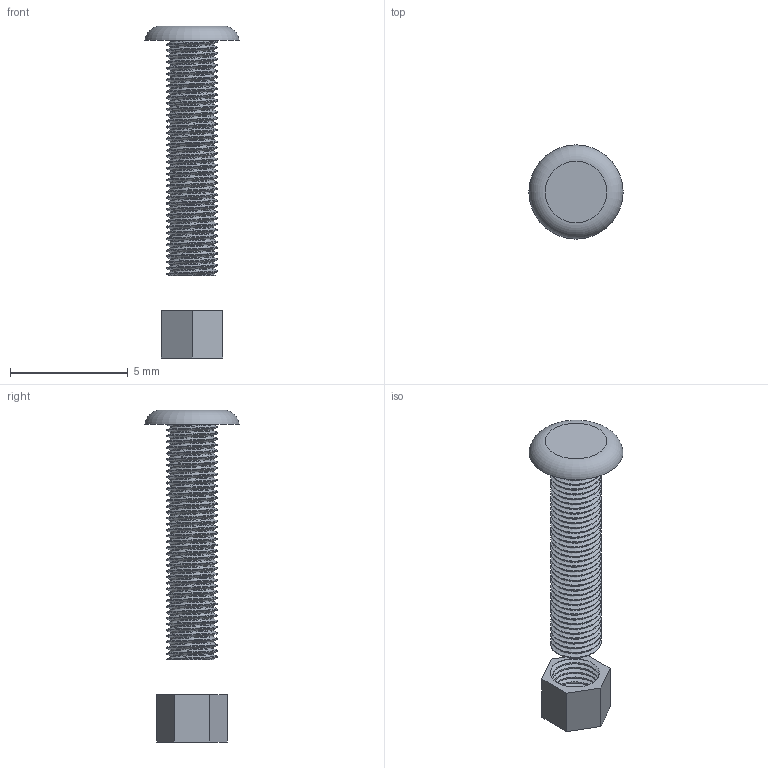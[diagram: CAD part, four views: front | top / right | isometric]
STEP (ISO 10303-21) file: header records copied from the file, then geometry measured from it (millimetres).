
FILE_DESCRIPTION(/* description */ ('','CAx-IF Rec.Pracs.---Representation and Presentation of Product Manufacturing Information (PMI)---4.0---2014-10-13'),/* implementation_level */ '2;1');
FILE_NAME(/* name */ 'M2.2 Bolt and Nut.step',/* time_stamp */ '2025-03-17T14:15:07+03:00',/* author */ (''),/* organization */ (''),/* preprocessor_version */ 'ST-DEVELOPER v20',/* originating_system */ 'Autodesk Translation Framework v13.20.0.188',/* authorisation */ '');
FILE_SCHEMA (('AP242_MANAGED_MODEL_BASED_3D_ENGINEERING_MIM_LF { 1 0 10303 442 1 1 4 }'));
Length unit declared in the file: millimetre
Products named in the file (3): BracketSketch; Bolt; Component2
Assembly tree (2 placements, depth 2):
  BracketSketch
    Bolt
    Component2
Bounding box: 4 x 4 x 14.1 mm (x, y, z)
Volume: 42.6 mm3; surface area: 178.2 mm2
Topology: 2 solids, 2 shells, 116 faces, 333 edges, 222 vertices
Faces by surface type: cylinder 100, plane 11, bspline 4, torus 1
Full cylindrical faces by diameter (mm): 1.861 x15, 1.969 x4, 2.148 x26, 2.256 x2
Entity records: 9524 total; most frequent: CARTESIAN_POINT 6811, ORIENTED_EDGE 666, DIRECTION 370, EDGE_CURVE 333, VERTEX_POINT 222, B_SPLINE_CURVE_WITH_KNOTS 208, AXIS2_PLACEMENT_3D 128, EDGE_LOOP 119
